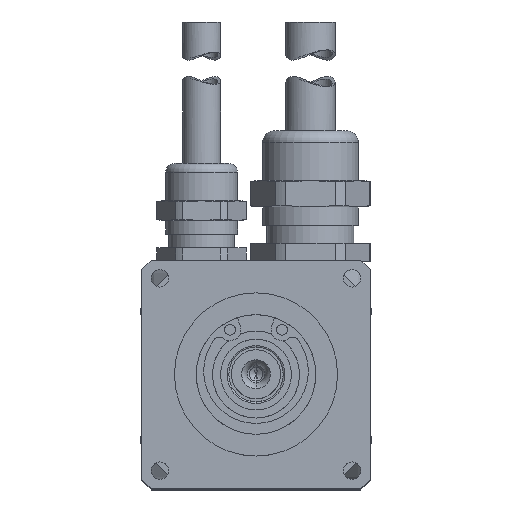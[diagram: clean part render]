
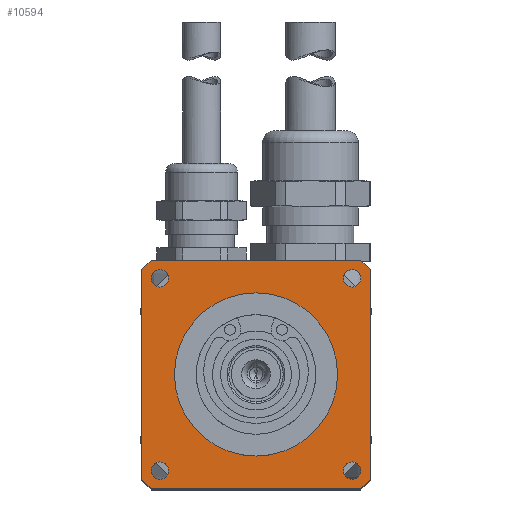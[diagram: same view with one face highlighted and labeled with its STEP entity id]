
A CAD part, top view. The second image highlights one B-rep face of the part: STEP entity #10594.
In plain terms, the highlighted planar face has unit normal (0, 0, 1).
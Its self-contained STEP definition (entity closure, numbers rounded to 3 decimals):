
#2916=DIRECTION('',(1.,0.,0.));
#2917=VECTOR('',#2916,38.536);
#2918=CARTESIAN_POINT('',(-19.268,21.,78.));
#2919=LINE('',#2918,#2917);
#2970=DIRECTION('',(0.,-1.,0.));
#2971=VECTOR('',#2970,38.536);
#2972=CARTESIAN_POINT('',(21.,19.268,78.));
#2973=LINE('',#2972,#2971);
#3024=DIRECTION('',(-1.,0.,0.));
#3025=VECTOR('',#3024,38.536);
#3026=CARTESIAN_POINT('',(19.268,-21.,78.));
#3027=LINE('',#3026,#3025);
#3078=DIRECTION('',(0.,1.,0.));
#3079=VECTOR('',#3078,38.536);
#3080=CARTESIAN_POINT('',(-21.,-19.268,78.));
#3081=LINE('',#3080,#3079);
#3136=CARTESIAN_POINT('',(0.,0.,78.));
#3137=DIRECTION('',(0.,0.,1.));
#3138=DIRECTION('',(-0.676,0.737,0.));
#3139=AXIS2_PLACEMENT_3D('',#3136,#3137,#3138);
#3141=CARTESIAN_POINT('',(0.,0.,78.));
#3142=DIRECTION('',(0.,0.,1.));
#3143=DIRECTION('',(0.737,0.676,0.));
#3144=AXIS2_PLACEMENT_3D('',#3141,#3142,#3143);
#3146=CARTESIAN_POINT('',(0.,0.,78.));
#3147=DIRECTION('',(0.,0.,1.));
#3148=DIRECTION('',(0.676,-0.737,0.));
#3149=AXIS2_PLACEMENT_3D('',#3146,#3147,#3148);
#3151=CARTESIAN_POINT('',(0.,0.,78.));
#3152=DIRECTION('',(0.,0.,1.));
#3153=DIRECTION('',(-0.737,-0.676,0.));
#3154=AXIS2_PLACEMENT_3D('',#3151,#3152,#3153);
#3156=CARTESIAN_POINT('',(0.,0.,78.));
#3157=DIRECTION('',(0.,0.,1.));
#3158=DIRECTION('',(1.,0.,0.));
#3159=AXIS2_PLACEMENT_3D('',#3156,#3157,#3158);
#3161=CARTESIAN_POINT('',(0.,0.,78.));
#3162=DIRECTION('',(0.,0.,1.));
#3163=DIRECTION('',(-1.,0.,0.));
#3164=AXIS2_PLACEMENT_3D('',#3161,#3162,#3163);
#3166=CARTESIAN_POINT('',(-17.678,17.678,78.));
#3167=DIRECTION('',(0.,0.,1.));
#3168=DIRECTION('',(1.,0.,0.));
#3169=AXIS2_PLACEMENT_3D('',#3166,#3167,#3168);
#3171=CARTESIAN_POINT('',(-17.678,17.678,78.));
#3172=DIRECTION('',(0.,0.,1.));
#3173=DIRECTION('',(-1.,0.,0.));
#3174=AXIS2_PLACEMENT_3D('',#3171,#3172,#3173);
#3176=CARTESIAN_POINT('',(-17.678,-17.678,78.));
#3177=DIRECTION('',(0.,0.,1.));
#3178=DIRECTION('',(1.,0.,0.));
#3179=AXIS2_PLACEMENT_3D('',#3176,#3177,#3178);
#3181=CARTESIAN_POINT('',(-17.678,-17.678,78.));
#3182=DIRECTION('',(0.,0.,1.));
#3183=DIRECTION('',(-1.,0.,0.));
#3184=AXIS2_PLACEMENT_3D('',#3181,#3182,#3183);
#3186=CARTESIAN_POINT('',(17.678,17.678,78.));
#3187=DIRECTION('',(0.,0.,1.));
#3188=DIRECTION('',(1.,0.,0.));
#3189=AXIS2_PLACEMENT_3D('',#3186,#3187,#3188);
#3191=CARTESIAN_POINT('',(17.678,17.678,78.));
#3192=DIRECTION('',(0.,0.,1.));
#3193=DIRECTION('',(-1.,0.,0.));
#3194=AXIS2_PLACEMENT_3D('',#3191,#3192,#3193);
#3196=CARTESIAN_POINT('',(17.678,-17.678,78.));
#3197=DIRECTION('',(0.,0.,1.));
#3198=DIRECTION('',(1.,0.,0.));
#3199=AXIS2_PLACEMENT_3D('',#3196,#3197,#3198);
#3201=CARTESIAN_POINT('',(17.678,-17.678,78.));
#3202=DIRECTION('',(0.,0.,1.));
#3203=DIRECTION('',(-1.,0.,0.));
#3204=AXIS2_PLACEMENT_3D('',#3201,#3202,#3203);
#6387=CARTESIAN_POINT('',(15.,0.,78.));
#6388=CARTESIAN_POINT('',(-15.,0.,78.));
#6389=VERTEX_POINT('',#6387);
#6390=VERTEX_POINT('',#6388);
#6395=CARTESIAN_POINT('',(-21.,-19.268,78.));
#6396=CARTESIAN_POINT('',(-21.,19.268,78.));
#6397=VERTEX_POINT('',#6395);
#6398=VERTEX_POINT('',#6396);
#6399=CARTESIAN_POINT('',(19.268,-21.,78.));
#6400=CARTESIAN_POINT('',(-19.268,-21.,78.));
#6401=VERTEX_POINT('',#6399);
#6402=VERTEX_POINT('',#6400);
#6403=CARTESIAN_POINT('',(21.,19.268,78.));
#6404=CARTESIAN_POINT('',(21.,-19.268,78.));
#6405=VERTEX_POINT('',#6403);
#6406=VERTEX_POINT('',#6404);
#6407=CARTESIAN_POINT('',(-19.268,21.,78.));
#6408=CARTESIAN_POINT('',(19.268,21.,78.));
#6409=VERTEX_POINT('',#6407);
#6410=VERTEX_POINT('',#6408);
#6447=CARTESIAN_POINT('',(-16.078,17.678,78.));
#6448=CARTESIAN_POINT('',(-19.278,17.678,78.));
#6449=VERTEX_POINT('',#6447);
#6450=VERTEX_POINT('',#6448);
#6451=CARTESIAN_POINT('',(-16.078,-17.678,78.));
#6452=CARTESIAN_POINT('',(-19.278,-17.678,78.));
#6453=VERTEX_POINT('',#6451);
#6454=VERTEX_POINT('',#6452);
#6455=CARTESIAN_POINT('',(19.278,17.678,78.));
#6456=CARTESIAN_POINT('',(16.078,17.678,78.));
#6457=VERTEX_POINT('',#6455);
#6458=VERTEX_POINT('',#6456);
#6459=CARTESIAN_POINT('',(19.278,-17.678,78.));
#6460=CARTESIAN_POINT('',(16.078,-17.678,78.));
#6461=VERTEX_POINT('',#6459);
#6462=VERTEX_POINT('',#6460);
#10546=CARTESIAN_POINT('',(0.,0.,78.));
#10547=DIRECTION('',(0.,0.,-1.));
#10548=DIRECTION('',(1.,0.,0.));
#10549=AXIS2_PLACEMENT_3D('',#10546,#10547,#10548);
#10550=PLANE('',#10549);
#10551=ORIENTED_EDGE('',*,*,#10458,.T.);
#10552=ORIENTED_EDGE('',*,*,#10539,.F.);
#10553=ORIENTED_EDGE('',*,*,#10319,.T.);
#10555=ORIENTED_EDGE('',*,*,#10554,.F.);
#10556=ORIENTED_EDGE('',*,*,#10364,.T.);
#10558=ORIENTED_EDGE('',*,*,#10557,.F.);
#10559=ORIENTED_EDGE('',*,*,#10411,.T.);
#10561=ORIENTED_EDGE('',*,*,#10560,.F.);
#10562=EDGE_LOOP('',(#10551,#10552,#10553,#10555,#10556,#10558,#10559,#10561));
#10563=FACE_OUTER_BOUND('',#10562,.F.);
#10565=ORIENTED_EDGE('',*,*,#10564,.T.);
#10567=ORIENTED_EDGE('',*,*,#10566,.T.);
#10568=EDGE_LOOP('',(#10565,#10567));
#10569=FACE_BOUND('',#10568,.F.);
#10571=ORIENTED_EDGE('',*,*,#10570,.T.);
#10573=ORIENTED_EDGE('',*,*,#10572,.T.);
#10574=EDGE_LOOP('',(#10571,#10573));
#10575=FACE_BOUND('',#10574,.F.);
#10577=ORIENTED_EDGE('',*,*,#10576,.T.);
#10579=ORIENTED_EDGE('',*,*,#10578,.T.);
#10580=EDGE_LOOP('',(#10577,#10579));
#10581=FACE_BOUND('',#10580,.F.);
#10583=ORIENTED_EDGE('',*,*,#10582,.T.);
#10585=ORIENTED_EDGE('',*,*,#10584,.T.);
#10586=EDGE_LOOP('',(#10583,#10585));
#10587=FACE_BOUND('',#10586,.F.);
#10589=ORIENTED_EDGE('',*,*,#10588,.T.);
#10591=ORIENTED_EDGE('',*,*,#10590,.T.);
#10592=EDGE_LOOP('',(#10589,#10591));
#10593=FACE_BOUND('',#10592,.F.);
#10594=ADVANCED_FACE('',(#10563,#10569,#10575,#10581,#10587,#10593),#10550,.F.);
#3140=CIRCLE('',#3139,28.5);
#3145=CIRCLE('',#3144,28.5);
#3150=CIRCLE('',#3149,28.5);
#3155=CIRCLE('',#3154,28.5);
#3160=CIRCLE('',#3159,15.);
#3165=CIRCLE('',#3164,15.);
#3170=CIRCLE('',#3169,1.6);
#3175=CIRCLE('',#3174,1.6);
#3180=CIRCLE('',#3179,1.6);
#3185=CIRCLE('',#3184,1.6);
#3190=CIRCLE('',#3189,1.6);
#3195=CIRCLE('',#3194,1.6);
#3200=CIRCLE('',#3199,1.6);
#3205=CIRCLE('',#3204,1.6);
#10319=EDGE_CURVE('',#6409,#6410,#2919,.T.);
#10364=EDGE_CURVE('',#6405,#6406,#2973,.T.);
#10411=EDGE_CURVE('',#6401,#6402,#3027,.T.);
#10458=EDGE_CURVE('',#6397,#6398,#3081,.T.);
#10539=EDGE_CURVE('',#6409,#6398,#3140,.T.);
#10554=EDGE_CURVE('',#6405,#6410,#3145,.T.);
#10557=EDGE_CURVE('',#6401,#6406,#3150,.T.);
#10560=EDGE_CURVE('',#6397,#6402,#3155,.T.);
#10564=EDGE_CURVE('',#6389,#6390,#3160,.T.);
#10566=EDGE_CURVE('',#6390,#6389,#3165,.T.);
#10570=EDGE_CURVE('',#6449,#6450,#3170,.T.);
#10572=EDGE_CURVE('',#6450,#6449,#3175,.T.);
#10576=EDGE_CURVE('',#6453,#6454,#3180,.T.);
#10578=EDGE_CURVE('',#6454,#6453,#3185,.T.);
#10582=EDGE_CURVE('',#6457,#6458,#3190,.T.);
#10584=EDGE_CURVE('',#6458,#6457,#3195,.T.);
#10588=EDGE_CURVE('',#6461,#6462,#3200,.T.);
#10590=EDGE_CURVE('',#6462,#6461,#3205,.T.);
